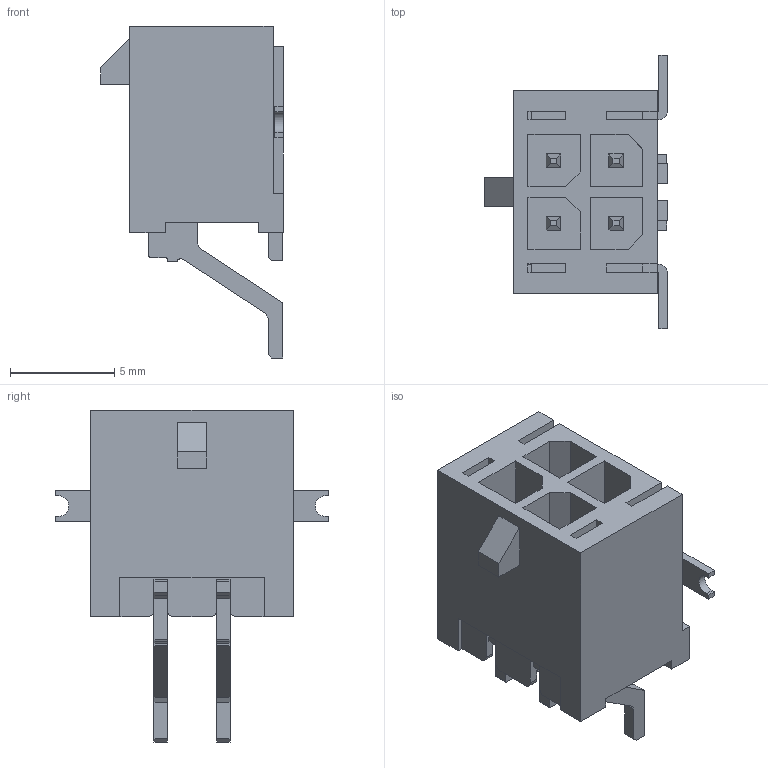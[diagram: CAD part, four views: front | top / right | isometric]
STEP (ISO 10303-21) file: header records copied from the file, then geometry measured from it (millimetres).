
FILE_DESCRIPTION(/* description */ ('Unknown'),/* implementation_level */ '2;1');
FILE_NAME(/* name */ '662004231722',/* time_stamp */ '2020-01-31T15:37:11+01:00',/* author */ ('Unknown'),/* organization */ ('Unknown'),/* preprocessor_version */ 'ST-DEVELOPER v16.7',/* originating_system */ 'DEX',/* authorisation */ $);
FILE_SCHEMA (('AUTOMOTIVE_DESIGN {1 0 10303 214 3 1 1}'));
Length unit declared in the file: millimetre
Products named in the file (5): 6620xx231722; 662004231722; 6620xx231722_PATTE; 6620xx231722_PIN_COURTE; 6620xx231722_PIN_LONGUE
Assembly tree (7 placements, depth 2):
  6620xx231722
    662004231722
    6620xx231722_PATTE  x2
    6620xx231722_PIN_COURTE  x2
    6620xx231722_PIN_LONGUE  x2
Bounding box: 8.76 x 13.1 x 15.9 mm (x, y, z)
Volume: 470.2 mm3; surface area: 1281.2 mm2
Topology: 7 solids, 7 shells, 307 faces, 872 edges, 576 vertices
Faces by surface type: plane 279, cylinder 28
Entity records: 7627 total; most frequent: CARTESIAN_POINT 1347, ORIENTED_EDGE 1334, DIRECTION 1179, EDGE_CURVE 667, LINE 631, VECTOR 631, VERTEX_POINT 442, AXIS2_PLACEMENT_3D 274
